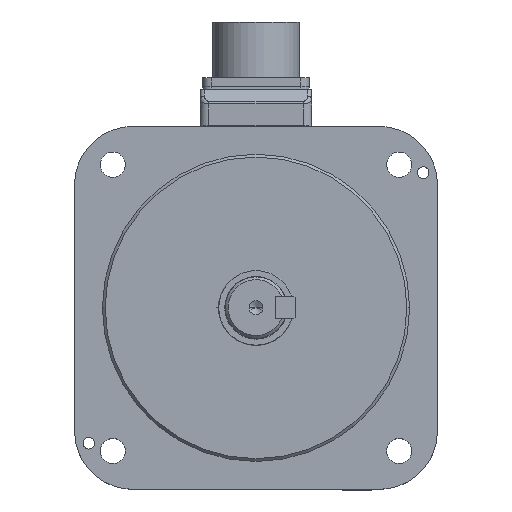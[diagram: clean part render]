
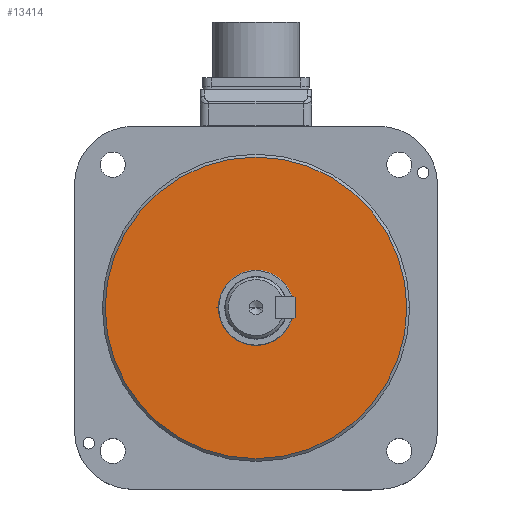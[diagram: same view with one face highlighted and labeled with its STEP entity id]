
A CAD part, top view. The second image highlights one B-rep face of the part: STEP entity #13414.
In plain terms, the highlighted planar face has unit normal (0, 0, 1).
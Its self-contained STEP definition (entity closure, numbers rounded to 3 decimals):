
#12441=CARTESIAN_POINT('',(0.,0.,4.));
#12442=DIRECTION('',(0.,0.,-1.));
#12443=DIRECTION('',(1.,0.,0.));
#12444=AXIS2_PLACEMENT_3D('',#12441,#12442,#12443);
#12446=CARTESIAN_POINT('',(0.,0.,4.));
#12447=DIRECTION('',(0.,0.,-1.));
#12448=DIRECTION('',(-1.,0.,0.));
#12449=AXIS2_PLACEMENT_3D('',#12446,#12447,#12448);
#13183=CARTESIAN_POINT('',(54.,0.,4.));
#13184=CARTESIAN_POINT('',(-54.,0.,4.));
#13185=VERTEX_POINT('',#13183);
#13186=VERTEX_POINT('',#13184);
#13403=CARTESIAN_POINT('',(0.,0.,4.));
#13404=DIRECTION('',(0.,0.,1.));
#13405=DIRECTION('',(1.,0.,0.));
#13406=AXIS2_PLACEMENT_3D('',#13403,#13404,#13405);
#13407=PLANE('',#13406);
#13409=ORIENTED_EDGE('',*,*,#13408,.T.);
#13411=ORIENTED_EDGE('',*,*,#13410,.T.);
#13412=EDGE_LOOP('',(#13409,#13411));
#13413=FACE_OUTER_BOUND('',#13412,.F.);
#13414=ADVANCED_FACE('',(#13413),#13407,.T.);
#12445=CIRCLE('',#12444,54.);
#12450=CIRCLE('',#12449,54.);
#13408=EDGE_CURVE('',#13185,#13186,#12445,.T.);
#13410=EDGE_CURVE('',#13186,#13185,#12450,.T.);
